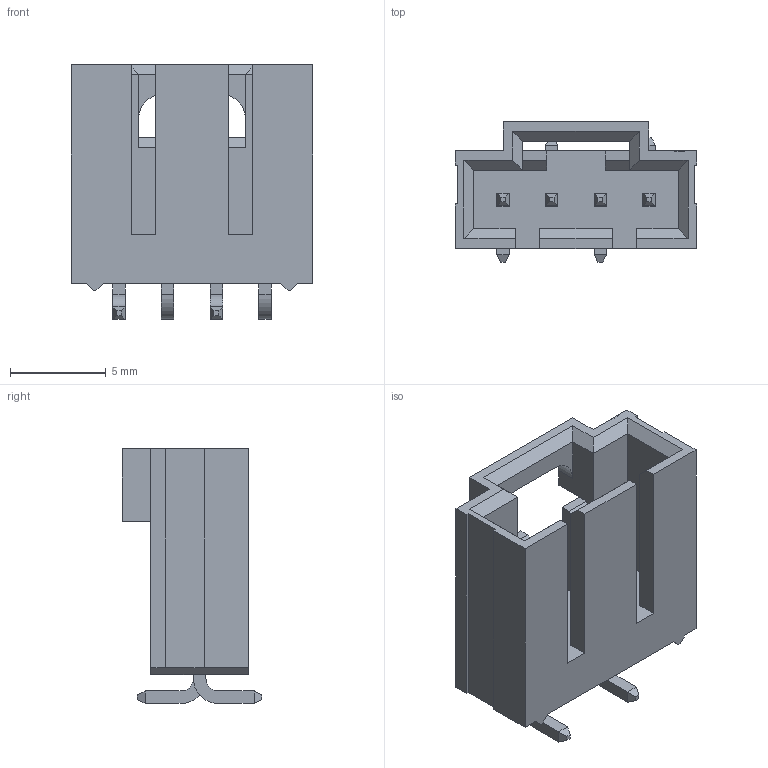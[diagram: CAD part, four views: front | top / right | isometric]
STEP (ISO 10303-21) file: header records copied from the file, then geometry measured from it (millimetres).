
FILE_DESCRIPTION((''),'2;1');
FILE_NAME('1719730004','2019-01-10T',('gga'),(''),'PRO/ENGINEER BY PARAMETRIC TECHNOLOGY CORPORATION, 2016010','PRO/ENGINEER BY PARAMETRIC TECHNOLOGY CORPORATION, 2016010','');
FILE_SCHEMA(('CONFIG_CONTROL_DESIGN'));
Length unit declared in the file: millimetre
Products named in the file (1): 1719730004
Bounding box: 12.62 x 7.3 x 13.3 mm (x, y, z)
Volume: 415.1 mm3; surface area: 872.4 mm2
Topology: 1 solids, 1 shells, 154 faces, 410 edges, 266 vertices
Faces by surface type: plane 144, cylinder 10
Entity records: 4677 total; most frequent: CARTESIAN_POINT 813, ORIENTED_EDGE 786, DIRECTION 740, EDGE_CURVE 393, VECTOR 390, LINE 390, VERTEX_POINT 248, AXIS2_PLACEMENT_3D 175
